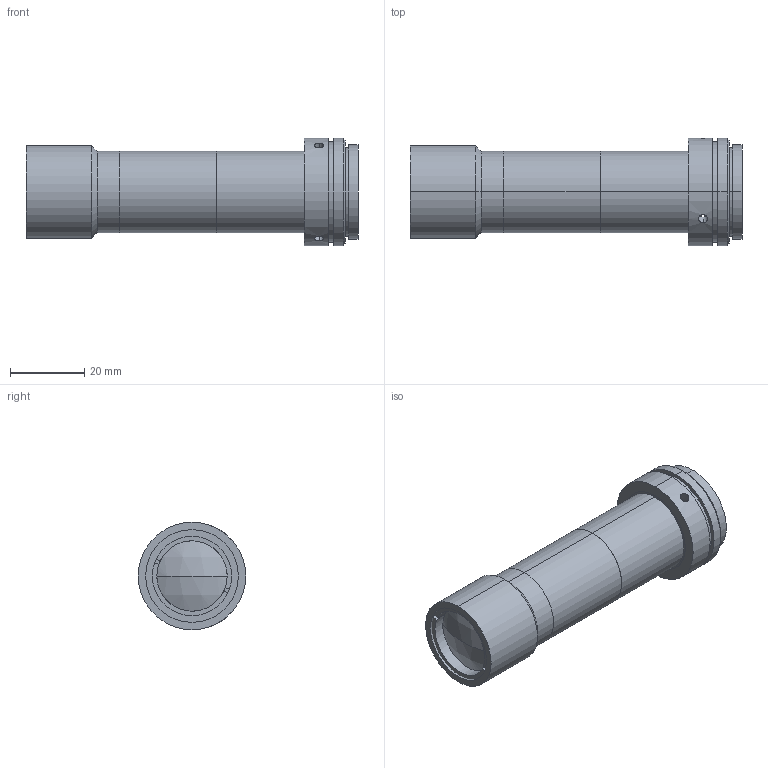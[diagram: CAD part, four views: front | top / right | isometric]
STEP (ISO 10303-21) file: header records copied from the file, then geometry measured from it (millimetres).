
FILE_DESCRIPTION (( 'STEP AP203' ), '1' );
FILE_NAME ('XF-MT1D5X65-蚾饜极-20160406V5.STEP', '2016-04-08T08:22:38', ( 'cherishsunshine' ), ( '' ), 'SwSTEP 2.0', 'SolidWorks 2014', '' );
FILE_SCHEMA (( 'CONFIG_CONTROL_DESIGN' ));
Length unit declared in the file: millimetre
Products named in the file (1): XF-MT1D5X65-蚾饜极-20160406V5
Bounding box: 89.6 x 29 x 29 mm (x, y, z)
Surface area: 9945.4 mm2 (no closed solid volume)
Topology: 0 solids, 11 shells, 78 faces, 198 edges, 136 vertices
Faces by surface type: cylinder 40, plane 30, cone 4, sphere 4
Entity records: 2673 total; most frequent: CARTESIAN_POINT 641, DIRECTION 454, ORIENTED_EDGE 344, EDGE_CURVE 198, AXIS2_PLACEMENT_3D 189, VERTEX_POINT 136, CIRCLE 110, EDGE_LOOP 95
